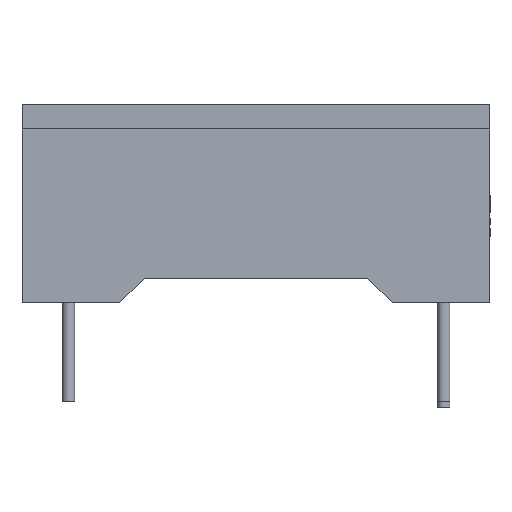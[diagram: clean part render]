
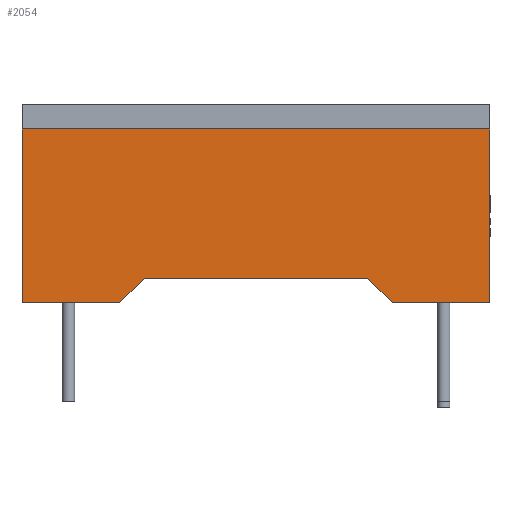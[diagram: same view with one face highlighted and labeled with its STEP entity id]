
A CAD part, left-side view. The second image highlights one B-rep face of the part: STEP entity #2054.
In plain terms, the highlighted free-form (B-spline) face has degree [1, 1] with [2, 2] control points.
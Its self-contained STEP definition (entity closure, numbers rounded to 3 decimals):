
#443 = VERTEX_POINT('',#444);
#444 = CARTESIAN_POINT('',(-8.923,-13.456,0.));
#485 = VERTEX_POINT('',#486);
#486 = CARTESIAN_POINT('',(-8.923,-13.456,
    10.003));
#491 = EDGE_CURVE('',#485,#443,#492,.T.);
#492 = B_SPLINE_CURVE_WITH_KNOTS('',1,(#493,#494),.UNSPECIFIED.,.F.,.F.,
  (2,2),(0.,7.062),.PIECEWISE_BEZIER_KNOTS.);
#493 = CARTESIAN_POINT('',(-8.923,-13.456,
    10.003));
#494 = CARTESIAN_POINT('',(-8.923,-13.456,0.));
#993 = VERTEX_POINT('',#994);
#994 = CARTESIAN_POINT('',(-8.923,13.456,0.));
#999 = EDGE_CURVE('',#1000,#993,#1002,.T.);
#1000 = VERTEX_POINT('',#1001);
#1001 = CARTESIAN_POINT('',(-8.923,13.456,
    10.003));
#1002 = B_SPLINE_CURVE_WITH_KNOTS('',1,(#1003,#1004),.UNSPECIFIED.,.F.,
  .F.,(2,2),(0.,7.062),.PIECEWISE_BEZIER_KNOTS.);
#1003 = CARTESIAN_POINT('',(-8.923,13.456,
    10.003));
#1004 = CARTESIAN_POINT('',(-8.923,13.456,0.));
#1673 = VERTEX_POINT('',#1674);
#1674 = CARTESIAN_POINT('',(-8.923,-6.421,
    1.416));
#1679 = EDGE_CURVE('',#1673,#1680,#1682,.T.);
#1680 = VERTEX_POINT('',#1681);
#1681 = CARTESIAN_POINT('',(-8.923,6.421,
    1.416));
#1682 = B_SPLINE_CURVE_WITH_KNOTS('',1,(#1683,#1684),.UNSPECIFIED.,.F.,
  .F.,(2,2),(-4.533,4.533),.PIECEWISE_BEZIER_KNOTS.);
#1683 = CARTESIAN_POINT('',(-8.923,-6.421,
    1.416));
#1684 = CARTESIAN_POINT('',(-8.923,6.421,
    1.416));
#1922 = EDGE_CURVE('',#1923,#1680,#1925,.T.);
#1923 = VERTEX_POINT('',#1924);
#1924 = CARTESIAN_POINT('',(-8.923,7.837,
    0.));
#1925 = B_SPLINE_CURVE_WITH_KNOTS('',1,(#1926,#1927),.UNSPECIFIED.,.F.,
  .F.,(2,2),(-8.906,-7.492),.PIECEWISE_BEZIER_KNOTS.);
#1926 = CARTESIAN_POINT('',(-8.923,7.837,
    0.));
#1927 = CARTESIAN_POINT('',(-8.923,6.421,
    1.416));
#2004 = VERTEX_POINT('',#2005);
#2005 = CARTESIAN_POINT('',(-8.923,-7.837,
    0.));
#2010 = EDGE_CURVE('',#2004,#1673,#2011,.T.);
#2011 = B_SPLINE_CURVE_WITH_KNOTS('',1,(#2012,#2013),.UNSPECIFIED.,.F.,
  .F.,(2,2),(-8.906,-7.492),.PIECEWISE_BEZIER_KNOTS.);
#2012 = CARTESIAN_POINT('',(-8.923,-7.837,
    0.));
#2013 = CARTESIAN_POINT('',(-8.923,-6.421,
    1.416));
#2039 = EDGE_CURVE('',#993,#1923,#2040,.T.);
#2040 = B_SPLINE_CURVE_WITH_KNOTS('',1,(#2041,#2042),.UNSPECIFIED.,.F.,
  .F.,(2,2),(-9.5,-5.533),.PIECEWISE_BEZIER_KNOTS.);
#2041 = CARTESIAN_POINT('',(-8.923,13.456,0.));
#2042 = CARTESIAN_POINT('',(-8.923,7.837,0.));
#2054 = ADVANCED_FACE('',(#2055),#2073,.F.);
#2055 = FACE_BOUND('',#2056,.T.);
#2056 = EDGE_LOOP('',(#2057,#2058,#2063,#2064,#2069,#2070,#2071,#2072));
#2057 = ORIENTED_EDGE('',*,*,#2010,.F.);
#2058 = ORIENTED_EDGE('',*,*,#2059,.T.);
#2059 = EDGE_CURVE('',#2004,#443,#2060,.T.);
#2060 = B_SPLINE_CURVE_WITH_KNOTS('',1,(#2061,#2062),.UNSPECIFIED.,.F.,
  .F.,(2,2),(5.533,9.5),.PIECEWISE_BEZIER_KNOTS.);
#2061 = CARTESIAN_POINT('',(-8.923,-7.837,0.));
#2062 = CARTESIAN_POINT('',(-8.923,-13.456,0.));
#2063 = ORIENTED_EDGE('',*,*,#491,.F.);
#2064 = ORIENTED_EDGE('',*,*,#2065,.F.);
#2065 = EDGE_CURVE('',#1000,#485,#2066,.T.);
#2066 = B_SPLINE_CURVE_WITH_KNOTS('',1,(#2067,#2068),.UNSPECIFIED.,.F.,
  .F.,(2,2),(-9.5,9.5),.PIECEWISE_BEZIER_KNOTS.);
#2067 = CARTESIAN_POINT('',(-8.923,13.456,
    10.003));
#2068 = CARTESIAN_POINT('',(-8.923,-13.456,
    10.003));
#2069 = ORIENTED_EDGE('',*,*,#999,.T.);
#2070 = ORIENTED_EDGE('',*,*,#2039,.T.);
#2071 = ORIENTED_EDGE('',*,*,#1922,.T.);
#2072 = ORIENTED_EDGE('',*,*,#1679,.F.);
#2073 = B_SPLINE_SURFACE_WITH_KNOTS('',1,1,(
    (#2074,#2075)
    ,(#2076,#2077
    )),.UNSPECIFIED.,.F.,.F.,.F.,(2,2),(2,2),(-9.5,9.5),(-7.062,0.),
  .PIECEWISE_BEZIER_KNOTS.);
#2074 = CARTESIAN_POINT('',(-8.923,-13.456,
    0.));
#2075 = CARTESIAN_POINT('',(-8.923,-13.456,
    10.003));
#2076 = CARTESIAN_POINT('',(-8.923,13.456,
    0.));
#2077 = CARTESIAN_POINT('',(-8.923,13.456,
    10.003));
